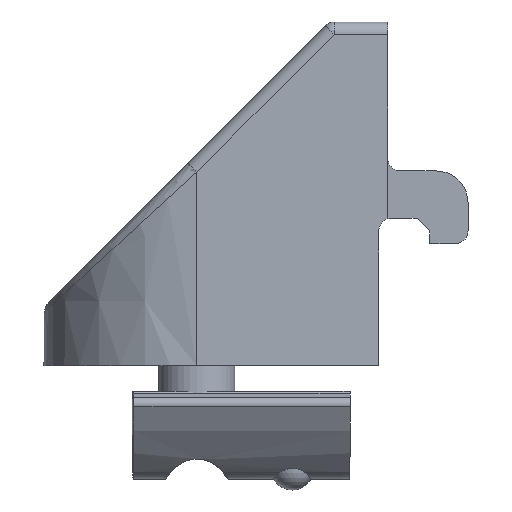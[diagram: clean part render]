
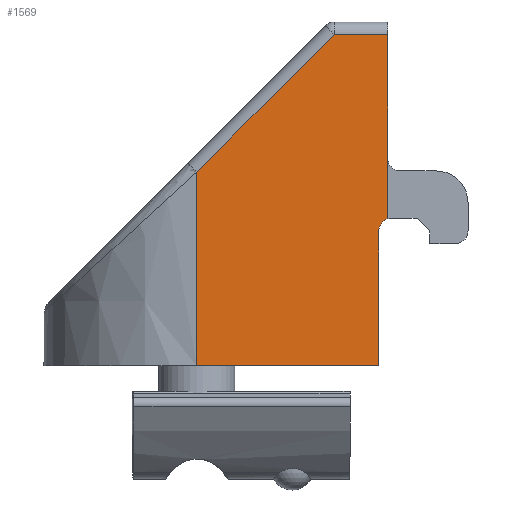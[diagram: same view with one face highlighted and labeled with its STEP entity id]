
A CAD part, front view. The second image highlights one B-rep face of the part: STEP entity #1569.
In plain terms, the highlighted planar face has unit normal (0, -1, 0.009).
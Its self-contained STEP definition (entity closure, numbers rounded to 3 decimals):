
#112=CIRCLE('',#1762,1.);
#113=CIRCLE('',#1763,1.);
#190=FACE_OUTER_BOUND('',#277,.T.);
#277=EDGE_LOOP('',(#1029,#1030,#1031,#1032,#1033,#1034,#1035,#1036,#1037,
#1038));
#367=LINE('',#2394,#495);
#371=LINE('',#2402,#499);
#372=LINE('',#2405,#500);
#373=LINE('',#2409,#501);
#374=LINE('',#2411,#502);
#375=LINE('',#2415,#503);
#376=LINE('',#2417,#504);
#377=LINE('',#2418,#505);
#495=VECTOR('',#1940,1000.);
#499=VECTOR('',#1948,1000.);
#500=VECTOR('',#1951,1000.);
#501=VECTOR('',#1954,1000.);
#502=VECTOR('',#1955,1000.);
#503=VECTOR('',#1958,1000.);
#504=VECTOR('',#1959,1000.);
#505=VECTOR('',#1960,1000.);
#629=VERTEX_POINT('',#2392);
#630=VERTEX_POINT('',#2393);
#632=VERTEX_POINT('',#2400);
#633=VERTEX_POINT('',#2404);
#634=VERTEX_POINT('',#2406);
#635=VERTEX_POINT('',#2408);
#636=VERTEX_POINT('',#2410);
#637=VERTEX_POINT('',#2412);
#638=VERTEX_POINT('',#2414);
#639=VERTEX_POINT('',#2416);
#784=EDGE_CURVE('',#629,#630,#367,.T.);
#789=EDGE_CURVE('',#632,#630,#371,.T.);
#790=EDGE_CURVE('',#633,#629,#372,.T.);
#791=EDGE_CURVE('',#632,#634,#112,.T.);
#792=EDGE_CURVE('',#634,#635,#373,.T.);
#793=EDGE_CURVE('',#635,#636,#374,.T.);
#794=EDGE_CURVE('',#636,#637,#113,.T.);
#795=EDGE_CURVE('',#637,#638,#375,.T.);
#796=EDGE_CURVE('',#638,#639,#376,.T.);
#797=EDGE_CURVE('',#639,#633,#377,.T.);
#1029=ORIENTED_EDGE('',*,*,#790,.T.);
#1030=ORIENTED_EDGE('',*,*,#784,.T.);
#1031=ORIENTED_EDGE('',*,*,#789,.F.);
#1032=ORIENTED_EDGE('',*,*,#791,.T.);
#1033=ORIENTED_EDGE('',*,*,#792,.T.);
#1034=ORIENTED_EDGE('',*,*,#793,.T.);
#1035=ORIENTED_EDGE('',*,*,#794,.T.);
#1036=ORIENTED_EDGE('',*,*,#795,.T.);
#1037=ORIENTED_EDGE('',*,*,#796,.T.);
#1038=ORIENTED_EDGE('',*,*,#797,.T.);
#1474=PLANE('',#1761);
#1569=ADVANCED_FACE('',(#190),#1474,.T.);
#1761=AXIS2_PLACEMENT_3D('',#2403,#1949,#1950);
#1762=AXIS2_PLACEMENT_3D('',#2407,#1952,#1953);
#1763=AXIS2_PLACEMENT_3D('',#2413,#1956,#1957);
#1940=DIRECTION('',(1.,0.,0.));
#1948=DIRECTION('',(0.,-0.009,-1.));
#1949=DIRECTION('center_axis',(0.,-1.,
0.009));
#1950=DIRECTION('ref_axis',(-1.,0.,0.));
#1951=DIRECTION('',(0.,-0.009,-1.));
#1952=DIRECTION('center_axis',(0.,1.,-0.009));
#1953=DIRECTION('ref_axis',(-0.3,0.008,0.954));
#1954=DIRECTION('',(0.,0.009,1.));
#1955=DIRECTION('',(1.,0.,0.));
#1956=DIRECTION('center_axis',(0.,1.,
-0.009));
#1957=DIRECTION('ref_axis',(-1.,0.,0.));
#1958=DIRECTION('',(0.,0.009,1.));
#1959=DIRECTION('',(-1.,0.,0.));
#1960=DIRECTION('',(-0.707,-0.006,-0.707));
#2392=CARTESIAN_POINT('',(0.,-12.,0.));
#2393=CARTESIAN_POINT('',(14.3,-12.,0.));
#2394=CARTESIAN_POINT('',(0.,-12.,0.));
#2400=CARTESIAN_POINT('',(14.3,-11.907,10.6));
#2402=CARTESIAN_POINT('',(14.3,-11.907,10.6));
#2403=CARTESIAN_POINT('Origin',(15.,-12.,0.));
#2404=CARTESIAN_POINT('',(0.,-11.867,15.211));
#2405=CARTESIAN_POINT('',(0.,-12.,0.));
#2406=CARTESIAN_POINT('',(15.,-11.899,11.554));
#2407=CARTESIAN_POINT('Origin',(15.3,-11.907,10.6));
#2408=CARTESIAN_POINT('',(15.,-11.86,16.042));
#2409=CARTESIAN_POINT('',(15.,-12.,0.));
#2410=CARTESIAN_POINT('',(15.034,-11.86,16.042));
#2411=CARTESIAN_POINT('',(20.3,-11.86,16.042));
#2412=CARTESIAN_POINT('',(15.,-11.858,16.3));
#2413=CARTESIAN_POINT('Origin',(16.,-11.858,16.3));
#2414=CARTESIAN_POINT('',(15.,-11.773,26.009));
#2415=CARTESIAN_POINT('',(15.,-12.,0.));
#2416=CARTESIAN_POINT('',(10.798,-11.773,26.009));
#2417=CARTESIAN_POINT('',(15.,-11.773,26.009));
#2418=CARTESIAN_POINT('',(10.798,-11.773,26.009));
